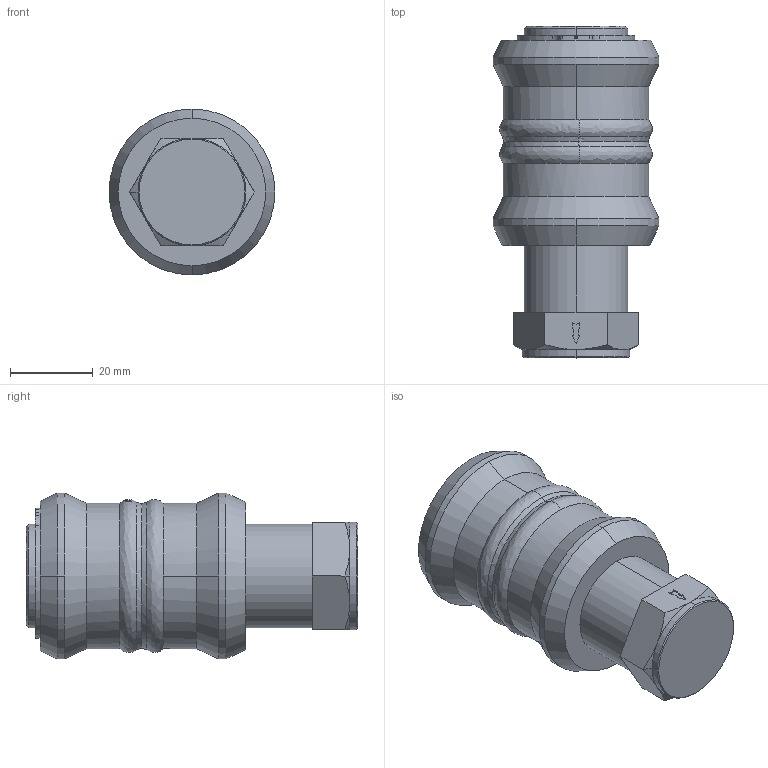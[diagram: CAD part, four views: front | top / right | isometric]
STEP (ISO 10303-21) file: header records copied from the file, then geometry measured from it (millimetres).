
FILE_DESCRIPTION (( 'STEP AP214' ), '1' );
FILE_NAME ('HSV04.STEP', '2018-09-03T13:19:03', ( '' ), ( '' ), 'SwSTEP 2.0', 'SolidWorks 2018', '' );
FILE_SCHEMA (( 'AUTOMOTIVE_DESIGN' ));
Length unit declared in the file: millimetre
Products named in the file (1): HSV04
Bounding box: 40 x 80 x 40 mm (x, y, z)
Volume: 68384.9 mm3; surface area: 10733.8 mm2
Topology: 1 solids, 1 shells, 80 faces, 193 edges, 119 vertices
Faces by surface type: plane 30, cylinder 23, cone 19, bspline 8
Entity records: 2474 total; most frequent: CARTESIAN_POINT 609, ORIENTED_EDGE 386, DIRECTION 386, EDGE_CURVE 193, AXIS2_PLACEMENT_3D 144, VERTEX_POINT 119, VECTOR 98, LINE 98
